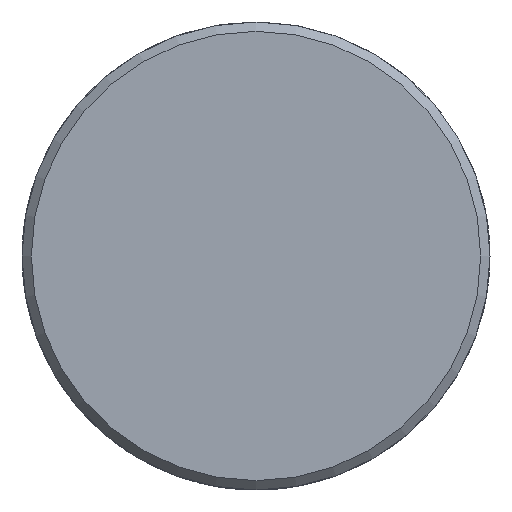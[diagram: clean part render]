
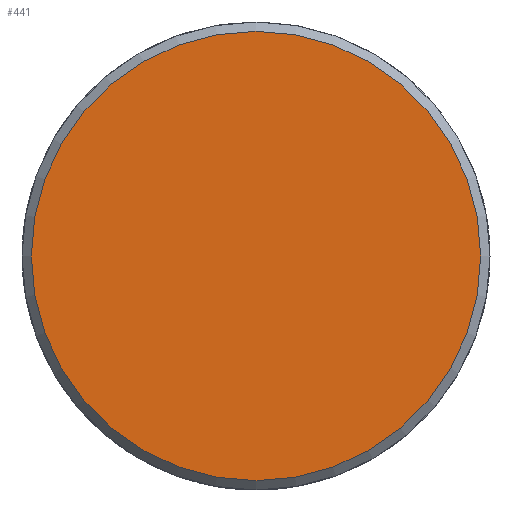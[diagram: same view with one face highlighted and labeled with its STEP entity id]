
A CAD part, left-side view. The second image highlights one B-rep face of the part: STEP entity #441.
In plain terms, the highlighted planar face has unit normal (-1, 0, 0).
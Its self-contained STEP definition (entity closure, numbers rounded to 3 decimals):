
#225=FACE_OUTER_BOUND('',#612,.T.);
#441=ADVANCED_FACE('',(#225),#480,.F.);
#480=PLANE('',#1563);
#612=EDGE_LOOP('',(#1014));
#1014=ORIENTED_EDGE('',*,*,#1357,.T.);
#1156=VERTEX_POINT('',#2959);
#1357=EDGE_CURVE('',#1156,#1156,#1416,.T.);
#1416=CIRCLE('',#1558,24.);
#1558=AXIS2_PLACEMENT_3D('',#2958,#1895,#1896);
#1563=AXIS2_PLACEMENT_3D('',#2965,#1905,#1906);
#1895=DIRECTION('',(-1.,0.,0.));
#1896=DIRECTION('',(0.,0.,-1.));
#1905=DIRECTION('',(1.,0.,0.));
#1906=DIRECTION('',(0.,0.,-1.));
#2958=CARTESIAN_POINT('',(0.,0.,0.));
#2959=CARTESIAN_POINT('',(0.,0.,-24.));
#2965=CARTESIAN_POINT('',(0.,0.,0.));
